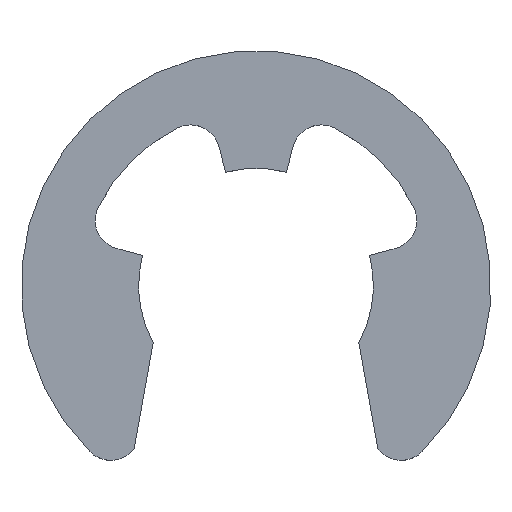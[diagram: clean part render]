
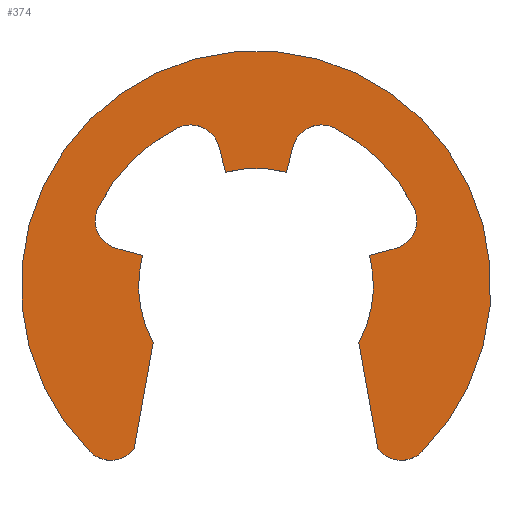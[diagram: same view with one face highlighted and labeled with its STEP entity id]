
A CAD part, top view. The second image highlights one B-rep face of the part: STEP entity #374.
In plain terms, the highlighted planar face has unit normal (0, 0, 1).
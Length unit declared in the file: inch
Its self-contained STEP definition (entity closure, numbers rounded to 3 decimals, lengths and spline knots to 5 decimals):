
#20=PLANE($,#421);
#40=FACE_OUTER_BOUND($,#60,.T.);
#60=EDGE_LOOP($,(#325,#326,#327,#328,#329,#330,#331,#332,#333,#334,#335,
#336,#337,#338,#339,#340,#341,#342));
#64=LINE($,#560,#94);
#68=LINE($,#572,#98);
#74=LINE($,#596,#104);
#78=LINE($,#608,#108);
#84=LINE($,#632,#114);
#88=LINE($,#644,#118);
#94=VECTOR($,#441,0.40833);
#98=VECTOR($,#453,0.10016);
#104=VECTOR($,#479,0.10016);
#108=VECTOR($,#491,0.10016);
#114=VECTOR($,#517,0.10016);
#118=VECTOR($,#529,0.40833);
#121=CIRCLE($,#379,0.89);
#123=CIRCLE($,#382,0.11125);
#125=CIRCLE($,#386,0.445);
#127=CIRCLE($,#390,0.11125);
#129=CIRCLE($,#393,0.6675);
#131=CIRCLE($,#396,0.11125);
#133=CIRCLE($,#400,0.445);
#135=CIRCLE($,#404,0.11125);
#137=CIRCLE($,#407,0.6675);
#139=CIRCLE($,#410,0.11125);
#141=CIRCLE($,#414,0.445);
#143=CIRCLE($,#418,0.11125);
#145=VERTEX_POINT($,#544);
#146=VERTEX_POINT($,#545);
#149=VERTEX_POINT($,#553);
#151=VERTEX_POINT($,#559);
#153=VERTEX_POINT($,#565);
#155=VERTEX_POINT($,#571);
#157=VERTEX_POINT($,#577);
#159=VERTEX_POINT($,#583);
#161=VERTEX_POINT($,#589);
#163=VERTEX_POINT($,#595);
#165=VERTEX_POINT($,#601);
#167=VERTEX_POINT($,#607);
#169=VERTEX_POINT($,#613);
#171=VERTEX_POINT($,#619);
#173=VERTEX_POINT($,#625);
#175=VERTEX_POINT($,#631);
#177=VERTEX_POINT($,#637);
#179=VERTEX_POINT($,#643);
#181=EDGE_CURVE($,#145,#146,#121,.T.);
#185=EDGE_CURVE($,#146,#149,#123,.T.);
#188=EDGE_CURVE($,#149,#151,#64,.T.);
#191=EDGE_CURVE($,#151,#153,#125,.T.);
#194=EDGE_CURVE($,#153,#155,#68,.T.);
#197=EDGE_CURVE($,#155,#157,#127,.T.);
#200=EDGE_CURVE($,#157,#159,#129,.T.);
#203=EDGE_CURVE($,#159,#161,#131,.T.);
#206=EDGE_CURVE($,#161,#163,#74,.T.);
#209=EDGE_CURVE($,#163,#165,#133,.T.);
#212=EDGE_CURVE($,#165,#167,#78,.T.);
#215=EDGE_CURVE($,#167,#169,#135,.T.);
#218=EDGE_CURVE($,#169,#171,#137,.T.);
#221=EDGE_CURVE($,#171,#173,#139,.T.);
#224=EDGE_CURVE($,#173,#175,#84,.T.);
#227=EDGE_CURVE($,#175,#177,#141,.T.);
#230=EDGE_CURVE($,#177,#179,#88,.T.);
#233=EDGE_CURVE($,#179,#145,#143,.T.);
#325=ORIENTED_EDGE($,*,*,#233,.T.);
#326=ORIENTED_EDGE($,*,*,#181,.T.);
#327=ORIENTED_EDGE($,*,*,#185,.T.);
#328=ORIENTED_EDGE($,*,*,#188,.T.);
#329=ORIENTED_EDGE($,*,*,#191,.T.);
#330=ORIENTED_EDGE($,*,*,#194,.T.);
#331=ORIENTED_EDGE($,*,*,#197,.T.);
#332=ORIENTED_EDGE($,*,*,#200,.T.);
#333=ORIENTED_EDGE($,*,*,#203,.T.);
#334=ORIENTED_EDGE($,*,*,#206,.T.);
#335=ORIENTED_EDGE($,*,*,#209,.T.);
#336=ORIENTED_EDGE($,*,*,#212,.T.);
#337=ORIENTED_EDGE($,*,*,#215,.T.);
#338=ORIENTED_EDGE($,*,*,#218,.T.);
#339=ORIENTED_EDGE($,*,*,#221,.T.);
#340=ORIENTED_EDGE($,*,*,#224,.T.);
#341=ORIENTED_EDGE($,*,*,#227,.T.);
#342=ORIENTED_EDGE($,*,*,#230,.T.);
#374=ADVANCED_FACE($,(#40),#20,.T.);
#379=AXIS2_PLACEMENT_3D($,#546,#426,#427);
#382=AXIS2_PLACEMENT_3D($,#554,#434,#435);
#386=AXIS2_PLACEMENT_3D($,#566,#446,#447);
#390=AXIS2_PLACEMENT_3D($,#578,#458,#459);
#393=AXIS2_PLACEMENT_3D($,#584,#465,#466);
#396=AXIS2_PLACEMENT_3D($,#590,#472,#473);
#400=AXIS2_PLACEMENT_3D($,#602,#484,#485);
#404=AXIS2_PLACEMENT_3D($,#614,#496,#497);
#407=AXIS2_PLACEMENT_3D($,#620,#503,#504);
#410=AXIS2_PLACEMENT_3D($,#626,#510,#511);
#414=AXIS2_PLACEMENT_3D($,#638,#522,#523);
#418=AXIS2_PLACEMENT_3D($,#649,#534,#535);
#421=AXIS2_PLACEMENT_3D($,#652,#540,#541);
#426=DIRECTION('center_axis',(0.,0.,1.));
#427=DIRECTION('ref_axis',(0.707,-0.707,0.));
#434=DIRECTION('center_axis',(0.,0.,1.));
#435=DIRECTION('ref_axis',(-0.707,-0.707,0.));
#441=DIRECTION($,(0.177,0.984,0.));
#446=DIRECTION('center_axis',(0.,0.,-1.));
#447=DIRECTION('ref_axis',(0.966,-0.258,0.));
#453=DIRECTION($,(-0.966,0.258,0.));
#458=DIRECTION('center_axis',(0.,0.,-1.));
#459=DIRECTION('ref_axis',(0.895,-0.446,0.));
#465=DIRECTION('center_axis',(0.,0.,-1.));
#466=DIRECTION('ref_axis',(0.446,-0.895,0.));
#472=DIRECTION('center_axis',(0.,0.,-1.));
#473=DIRECTION('ref_axis',(-0.966,-0.259,0.));
#479=DIRECTION($,(0.252,-0.968,0.));
#484=DIRECTION('center_axis',(0.,0.,-1.));
#485=DIRECTION('ref_axis',(-0.259,-0.966,0.));
#491=DIRECTION($,(0.252,0.968,0.));
#496=DIRECTION('center_axis',(0.,0.,-1.));
#497=DIRECTION('ref_axis',(-0.446,-0.895,0.));
#503=DIRECTION('center_axis',(0.,0.,-1.));
#504=DIRECTION('ref_axis',(-0.895,-0.446,0.));
#510=DIRECTION('center_axis',(0.,0.,-1.));
#511=DIRECTION('ref_axis',(-0.259,0.966,0.));
#517=DIRECTION($,(-0.966,-0.258,0.));
#522=DIRECTION('center_axis',(0.,0.,-1.));
#523=DIRECTION('ref_axis',(-0.875,0.484,0.));
#529=DIRECTION($,(0.177,-0.984,0.));
#534=DIRECTION('center_axis',(0.,0.,1.));
#535=DIRECTION('ref_axis',(-0.801,-0.599,0.));
#540=DIRECTION('center_axis',(0.,0.,1.));
#541=DIRECTION('ref_axis',(1.,0.,0.));
#544=CARTESIAN_POINT('',(0.62933,-0.62933,0.));
#545=CARTESIAN_POINT('',(-0.62933,-0.62933,0.));
#546=CARTESIAN_POINT('Origin',(0.,0.,0.));
#553=CARTESIAN_POINT('',(-0.4616,-0.61732,0.));
#554=CARTESIAN_POINT('Origin',(-0.55066,-0.55066,0.));
#559=CARTESIAN_POINT('',(-0.38938,-0.21543,0.));
#560=CARTESIAN_POINT($,(-0.4616,-0.61732,0.));
#565=CARTESIAN_POINT('',(-0.42999,0.11459,0.));
#566=CARTESIAN_POINT('Origin',(0.,0.,0.));
#571=CARTESIAN_POINT('',(-0.52678,0.14038,0.));
#572=CARTESIAN_POINT($,(-0.42999,0.11459,0.));
#577=CARTESIAN_POINT('',(-0.59758,0.29741,0.));
#578=CARTESIAN_POINT('Origin',(-0.49798,0.24784,0.));
#583=CARTESIAN_POINT('',(-0.29741,0.59758,0.));
#584=CARTESIAN_POINT('Origin',(0.,0.,0.));
#589=CARTESIAN_POINT('',(-0.14038,0.52678,0.));
#590=CARTESIAN_POINT('Origin',(-0.24784,0.49798,0.));
#595=CARTESIAN_POINT('',(-0.11517,0.42984,0.));
#596=CARTESIAN_POINT($,(-0.14038,0.52678,0.));
#601=CARTESIAN_POINT('',(0.11517,0.42984,0.));
#602=CARTESIAN_POINT('Origin',(0.,0.,0.));
#607=CARTESIAN_POINT('',(0.14038,0.52678,0.));
#608=CARTESIAN_POINT($,(0.11517,0.42984,0.));
#613=CARTESIAN_POINT('',(0.29741,0.59758,0.));
#614=CARTESIAN_POINT('Origin',(0.24784,0.49798,0.));
#619=CARTESIAN_POINT('',(0.59758,0.29741,0.));
#620=CARTESIAN_POINT('Origin',(0.,0.,0.));
#625=CARTESIAN_POINT('',(0.52678,0.14038,0.));
#626=CARTESIAN_POINT('Origin',(0.49798,0.24784,0.));
#631=CARTESIAN_POINT('',(0.42999,0.11459,0.));
#632=CARTESIAN_POINT($,(0.52678,0.14038,0.));
#637=CARTESIAN_POINT('',(0.38938,-0.21543,0.));
#638=CARTESIAN_POINT('Origin',(0.,0.,0.));
#643=CARTESIAN_POINT('',(0.4616,-0.61732,0.));
#644=CARTESIAN_POINT($,(0.38938,-0.21543,0.));
#649=CARTESIAN_POINT('Origin',(0.55066,-0.55066,0.));
#652=CARTESIAN_POINT('Origin',(0.,0.15533,
0.));
